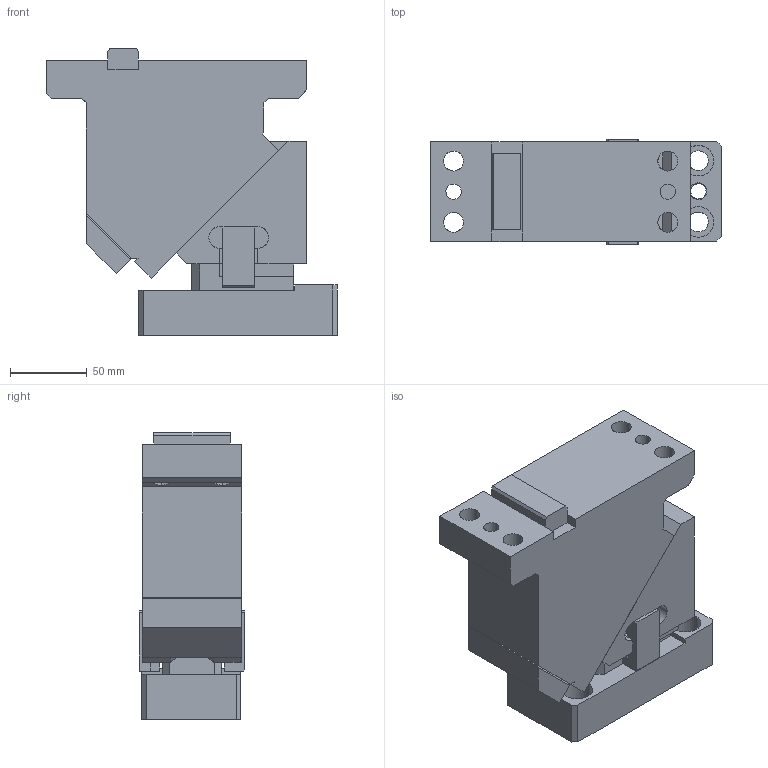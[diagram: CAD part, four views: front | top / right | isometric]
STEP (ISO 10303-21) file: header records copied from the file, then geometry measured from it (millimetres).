
FILE_DESCRIPTION(('CATIA V5 STEP Exchange'),'2;1');
FILE_NAME('CACC_65_00.stp','2015-04-21T10:38:18+00:00',('none'),('none'),'CATIA Version 5 Release 19 SP 2 (IN-10)','CATIA V5 STEP AP203','none');
FILE_SCHEMA(('CONFIG_CONTROL_DESIGN'));
Length unit declared in the file: millimetre
Products named in the file (1): CACC_65_00
Bounding box: 190 x 69 x 187.5 mm (x, y, z)
Volume: 1378814.3 mm3; surface area: 172022.1 mm2
Topology: 3 solids, 6 shells, 259 faces, 722 edges, 475 vertices
Faces by surface type: plane 183, cylinder 69, cone 7
Entity records: 9439 total; most frequent: CARTESIAN_POINT 3156, ORIENTED_EDGE 1430, DIRECTION 1025, EDGE_CURVE 715, VECTOR 562, LINE 562, VERTEX_POINT 475, EDGE_LOOP 290
